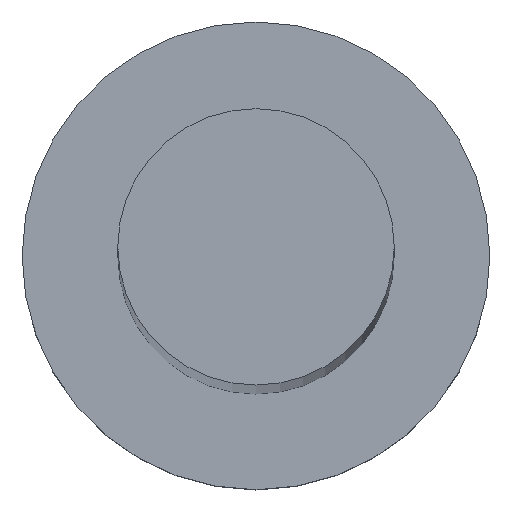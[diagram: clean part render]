
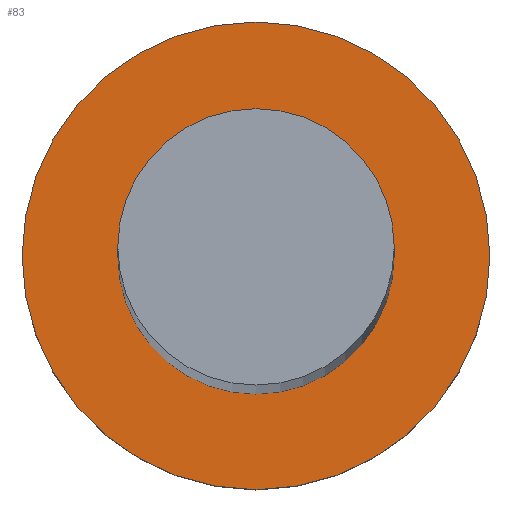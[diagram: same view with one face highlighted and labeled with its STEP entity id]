
A CAD part, top view. The second image highlights one B-rep face of the part: STEP entity #83.
In plain terms, the highlighted planar face has unit normal (0, 0, 1).
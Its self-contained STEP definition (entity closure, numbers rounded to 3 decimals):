
#2 = DIRECTION ( 'NONE',  ( 0., 0., 1. ) ) ;
#6 = CIRCLE ( 'NONE', #178, 6.5 ) ;
#23 = CARTESIAN_POINT ( 'NONE',  ( -6.5, 0., 7. ) ) ;
#24 = CARTESIAN_POINT ( 'NONE',  ( 0., 0., 7. ) ) ;
#31 = EDGE_CURVE ( 'NONE', #119, #117, #234, .T. ) ;
#35 = EDGE_LOOP ( 'NONE', ( #127, #242 ) ) ;
#37 = AXIS2_PLACEMENT_3D ( 'NONE', #131, #193, #230 ) ;
#38 = ORIENTED_EDGE ( 'NONE', *, *, #212, .T. ) ;
#43 = VERTEX_POINT ( 'NONE', #23 ) ;
#53 = DIRECTION ( 'NONE',  ( 0., 0., 1. ) ) ;
#66 = DIRECTION ( 'NONE',  ( 0., 0., 1. ) ) ;
#67 = FACE_BOUND ( 'NONE', #35, .T. ) ;
#72 = CARTESIAN_POINT ( 'NONE',  ( -11., 0., 7. ) ) ;
#76 = AXIS2_PLACEMENT_3D ( 'NONE', #111, #53, #160 ) ;
#83 = ADVANCED_FACE ( 'NONE', ( #67, #195 ), #105, .T. ) ;
#100 = VERTEX_POINT ( 'NONE', #199 ) ;
#105 = PLANE ( 'NONE',  #249 ) ;
#109 = CARTESIAN_POINT ( 'NONE',  ( 11., 0., 7. ) ) ;
#111 = CARTESIAN_POINT ( 'NONE',  ( 0., 0., 7. ) ) ;
#117 = VERTEX_POINT ( 'NONE', #72 ) ;
#119 = VERTEX_POINT ( 'NONE', #109 ) ;
#122 = CARTESIAN_POINT ( 'NONE',  ( 0., 0., 7. ) ) ;
#127 = ORIENTED_EDGE ( 'NONE', *, *, #139, .F. ) ;
#131 = CARTESIAN_POINT ( 'NONE',  ( 0., 0., 7. ) ) ;
#139 = EDGE_CURVE ( 'NONE', #43, #100, #238, .T. ) ;
#141 = DIRECTION ( 'NONE',  ( 1., 0., 0. ) ) ;
#143 = EDGE_LOOP ( 'NONE', ( #38, #233 ) ) ;
#154 = DIRECTION ( 'NONE',  ( 1., 0., 0. ) ) ;
#160 = DIRECTION ( 'NONE',  ( 1., 0., 0. ) ) ;
#162 = CIRCLE ( 'NONE', #222, 11. ) ;
#164 = DIRECTION ( 'NONE',  ( 0., 0., 1. ) ) ;
#178 = AXIS2_PLACEMENT_3D ( 'NONE', #203, #66, #141 ) ;
#191 = EDGE_CURVE ( 'NONE', #100, #43, #6, .T. ) ;
#193 = DIRECTION ( 'NONE',  ( 0., 0., 1. ) ) ;
#195 = FACE_OUTER_BOUND ( 'NONE', #143, .T. ) ;
#198 = DIRECTION ( 'NONE',  ( 1., 0., 0. ) ) ;
#199 = CARTESIAN_POINT ( 'NONE',  ( 6.5, 0., 7. ) ) ;
#203 = CARTESIAN_POINT ( 'NONE',  ( 0., 0., 7. ) ) ;
#212 = EDGE_CURVE ( 'NONE', #117, #119, #162, .T. ) ;
#222 = AXIS2_PLACEMENT_3D ( 'NONE', #24, #2, #154 ) ;
#230 = DIRECTION ( 'NONE',  ( 1., 0., 0. ) ) ;
#233 = ORIENTED_EDGE ( 'NONE', *, *, #31, .T. ) ;
#234 = CIRCLE ( 'NONE', #37, 11. ) ;
#238 = CIRCLE ( 'NONE', #76, 6.5 ) ;
#242 = ORIENTED_EDGE ( 'NONE', *, *, #191, .F. ) ;
#249 = AXIS2_PLACEMENT_3D ( 'NONE', #122, #164, #198 ) ;
